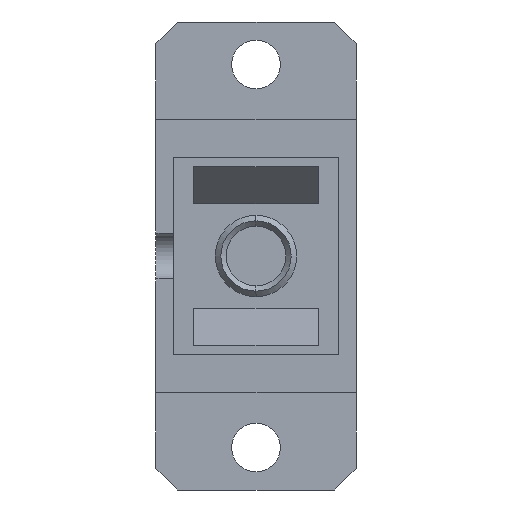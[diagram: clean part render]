
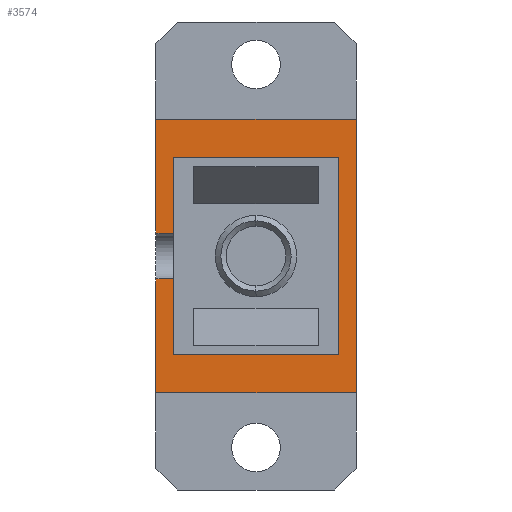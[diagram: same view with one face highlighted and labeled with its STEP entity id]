
A CAD part, front view. The second image highlights one B-rep face of the part: STEP entity #3574.
In plain terms, the highlighted planar face has unit normal (0, -1, 0).
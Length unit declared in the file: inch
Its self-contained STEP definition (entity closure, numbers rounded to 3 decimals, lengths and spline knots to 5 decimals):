
#2959 = CARTESIAN_POINT ( 'NONE',  ( -0.185, -0.5395, -0.0425 ) ) ;
#2960 = VECTOR ( 'NONE', #2961, 39.37008 ) ;
#2961 = DIRECTION ( 'NONE',  ( 0., 0., 1. ) ) ;
#2962 = CARTESIAN_POINT ( 'NONE',  ( -0.185, -0.5395, -0.2525 ) ) ;
#2963 = LINE ( 'NONE', #2962, #2960 ) ;
#2964 = CARTESIAN_POINT ( 'NONE',  ( -0.1525, -0.5395, 0.0425 ) ) ;
#2965 = LINE ( 'NONE', #3016, #3015 ) ;
#2966 = DIRECTION ( 'NONE',  ( 0., 0., 1. ) ) ;
#2967 = VECTOR ( 'NONE', #2966, 39.37008 ) ;
#2968 = CARTESIAN_POINT ( 'NONE',  ( -0.185, -0.5395, -0.2525 ) ) ;
#2969 = LINE ( 'NONE', #2968, #2967 ) ;
#2970 = VECTOR ( 'NONE', #3006, 39.37008 ) ;
#2971 = CARTESIAN_POINT ( 'NONE',  ( 0.1786, -0.5395, 0.0425 ) ) ;
#2972 = LINE ( 'NONE', #2971, #2970 ) ;
#2973 = LINE ( 'NONE', #2996, #2995 ) ;
#2974 = CARTESIAN_POINT ( 'NONE',  ( 0.1525, -0.5395, 0.1825 ) ) ;
#2975 = CARTESIAN_POINT ( 'NONE',  ( -0.185, -0.5395, 0.0425 ) ) ;
#2984 = DIRECTION ( 'NONE',  ( 0., 0., 1. ) ) ;
#2985 = CARTESIAN_POINT ( 'NONE',  ( -0.1525, -0.5395, -0.1825 ) ) ;
#2986 = DIRECTION ( 'NONE',  ( 1., 0., 0. ) ) ;
#2987 = VECTOR ( 'NONE', #2986, 39.37008 ) ;
#2988 = CARTESIAN_POINT ( 'NONE',  ( -0.1525, -0.5395, 0.1825 ) ) ;
#2990 = DIRECTION ( 'NONE',  ( 0., 0., 1. ) ) ;
#2991 = DIRECTION ( 'NONE',  ( 0., -1., 0. ) ) ;
#2992 = CARTESIAN_POINT ( 'NONE',  ( 0.185, -0.5395, 0.2525 ) ) ;
#2993 = AXIS2_PLACEMENT_3D ( 'NONE', #2992, #2991, #2990 ) ;
#2994 = DIRECTION ( 'NONE',  ( 0., 0., -1. ) ) ;
#2995 = VECTOR ( 'NONE', #2994, 39.37008 ) ;
#2996 = CARTESIAN_POINT ( 'NONE',  ( 0.1525, -0.5395, 0.1825 ) ) ;
#2997 = LINE ( 'NONE', #2988, #2987 ) ;
#2998 = VECTOR ( 'NONE', #2984, 39.37008 ) ;
#2999 = CARTESIAN_POINT ( 'NONE',  ( -0.1525, -0.5395, -0.0425 ) ) ;
#3000 = DIRECTION ( 'NONE',  ( -1., 0., 0. ) ) ;
#3001 = VECTOR ( 'NONE', #3000, 39.37008 ) ;
#3002 = CARTESIAN_POINT ( 'NONE',  ( 0.1786, -0.5395, -0.0425 ) ) ;
#3003 = LINE ( 'NONE', #3002, #3001 ) ;
#3004 = PLANE ( 'NONE',  #2993 ) ;
#3005 = FACE_OUTER_BOUND ( 'NONE', #3567, .T. ) ;
#3006 = DIRECTION ( 'NONE',  ( -1., 0., 0. ) ) ;
#3014 = DIRECTION ( 'NONE',  ( -1., 0., 0. ) ) ;
#3015 = VECTOR ( 'NONE', #3014, 39.37008 ) ;
#3016 = CARTESIAN_POINT ( 'NONE',  ( -0.1525, -0.5395, -0.1825 ) ) ;
#3017 = CARTESIAN_POINT ( 'NONE',  ( 0.1525, -0.5395, -0.1825 ) ) ;
#3018 = DIRECTION ( 'NONE',  ( 0., 0., 1. ) ) ;
#3019 = VECTOR ( 'NONE', #3018, 39.37008 ) ;
#3020 = CARTESIAN_POINT ( 'NONE',  ( -0.1525, -0.5395, 0.1825 ) ) ;
#3021 = LINE ( 'NONE', #3020, #3019 ) ;
#3168 = CARTESIAN_POINT ( 'NONE',  ( -0.1525, -0.5395, 0.1825 ) ) ;
#3169 = LINE ( 'NONE', #3168, #2998 ) ;
#3188 = CARTESIAN_POINT ( 'NONE',  ( -0.1525, -0.5395, 0.1825 ) ) ;
#3234 = VERTEX_POINT ( 'NONE', #5028 ) ;
#3236 = EDGE_CURVE ( 'NONE', #3234, #3254, #5215, .T. ) ;
#3244 = EDGE_CURVE ( 'NONE', #3254, #3245, #5199, .T. ) ;
#3245 = VERTEX_POINT ( 'NONE', #5194 ) ;
#3254 = VERTEX_POINT ( 'NONE', #5166 ) ;
#3548 = VERTEX_POINT ( 'NONE', #3864 ) ;
#3553 = EDGE_CURVE ( 'NONE', #3548, #3234, #3865, .T. ) ;
#3558 = VERTEX_POINT ( 'NONE', #3188 ) ;
#3566 = EDGE_CURVE ( 'NONE', #3586, #3558, #3169, .T. ) ;
#3567 = EDGE_LOOP ( 'NONE', ( #3568, #3593, #3590, #3580, #3581, #3582, #3583, #3571, #3573, #3668, #3594, #3597 ) ) ;
#3568 = ORIENTED_EDGE ( 'NONE', *, *, #3599, .T. ) ;
#3569 = VERTEX_POINT ( 'NONE', #2985 ) ;
#3571 = ORIENTED_EDGE ( 'NONE', *, *, #3572, .F. ) ;
#3572 = EDGE_CURVE ( 'NONE', #3586, #3584, #2972, .T. ) ;
#3573 = ORIENTED_EDGE ( 'NONE', *, *, #3566, .T. ) ;
#3574 = ADVANCED_FACE ( 'NONE', ( #3005 ), #3004, .T. ) ;
#3580 = ORIENTED_EDGE ( 'NONE', *, *, #3244, .F. ) ;
#3581 = ORIENTED_EDGE ( 'NONE', *, *, #3236, .F. ) ;
#3582 = ORIENTED_EDGE ( 'NONE', *, *, #3553, .F. ) ;
#3583 = ORIENTED_EDGE ( 'NONE', *, *, #3585, .F. ) ;
#3584 = VERTEX_POINT ( 'NONE', #2975 ) ;
#3585 = EDGE_CURVE ( 'NONE', #3584, #3548, #2969, .T. ) ;
#3586 = VERTEX_POINT ( 'NONE', #2964 ) ;
#3588 = EDGE_CURVE ( 'NONE', #3245, #3589, #2963, .T. ) ;
#3589 = VERTEX_POINT ( 'NONE', #2959 ) ;
#3590 = ORIENTED_EDGE ( 'NONE', *, *, #3588, .F. ) ;
#3591 = EDGE_CURVE ( 'NONE', #3592, #3589, #3003, .T. ) ;
#3592 = VERTEX_POINT ( 'NONE', #2999 ) ;
#3593 = ORIENTED_EDGE ( 'NONE', *, *, #3591, .T. ) ;
#3594 = ORIENTED_EDGE ( 'NONE', *, *, #3601, .T. ) ;
#3595 = EDGE_CURVE ( 'NONE', #3596, #3569, #2965, .T. ) ;
#3596 = VERTEX_POINT ( 'NONE', #3017 ) ;
#3597 = ORIENTED_EDGE ( 'NONE', *, *, #3595, .T. ) ;
#3599 = EDGE_CURVE ( 'NONE', #3569, #3592, #3021, .T. ) ;
#3600 = VERTEX_POINT ( 'NONE', #2974 ) ;
#3601 = EDGE_CURVE ( 'NONE', #3600, #3596, #2973, .T. ) ;
#3611 = EDGE_CURVE ( 'NONE', #3558, #3600, #2997, .T. ) ;
#3668 = ORIENTED_EDGE ( 'NONE', *, *, #3611, .T. ) ;
#3830 = CARTESIAN_POINT ( 'NONE',  ( -0.185, -0.5395, 0.2525 ) ) ;
#3861 = VECTOR ( 'NONE', #3862, 39.37008 ) ;
#3862 = DIRECTION ( 'NONE',  ( 1., 0., 0. ) ) ;
#3864 = CARTESIAN_POINT ( 'NONE',  ( -0.185, -0.5395, 0.2525 ) ) ;
#3865 = LINE ( 'NONE', #3830, #3861 ) ;
#5028 = CARTESIAN_POINT ( 'NONE',  ( 0.185, -0.5395, 0.2525 ) ) ;
#5166 = CARTESIAN_POINT ( 'NONE',  ( 0.185, -0.5395, -0.2525 ) ) ;
#5194 = CARTESIAN_POINT ( 'NONE',  ( -0.185, -0.5395, -0.2525 ) ) ;
#5196 = DIRECTION ( 'NONE',  ( -1., 0., 0. ) ) ;
#5197 = VECTOR ( 'NONE', #5196, 39.37008 ) ;
#5198 = CARTESIAN_POINT ( 'NONE',  ( -0.185, -0.5395, -0.2525 ) ) ;
#5199 = LINE ( 'NONE', #5198, #5197 ) ;
#5212 = DIRECTION ( 'NONE',  ( 0., 0., -1. ) ) ;
#5213 = VECTOR ( 'NONE', #5212, 39.37008 ) ;
#5214 = CARTESIAN_POINT ( 'NONE',  ( 0.185, -0.5395, 0.2525 ) ) ;
#5215 = LINE ( 'NONE', #5214, #5213 ) ;
